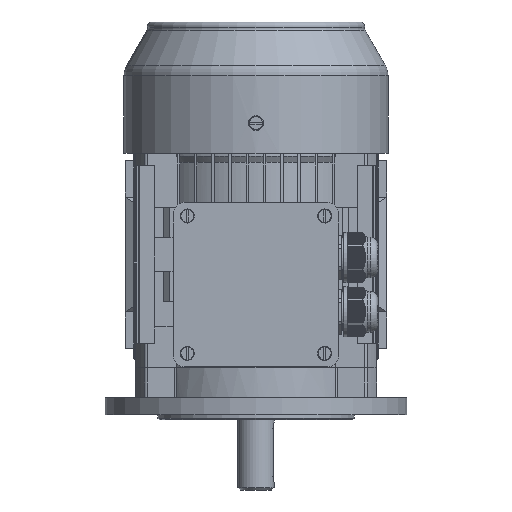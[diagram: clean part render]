
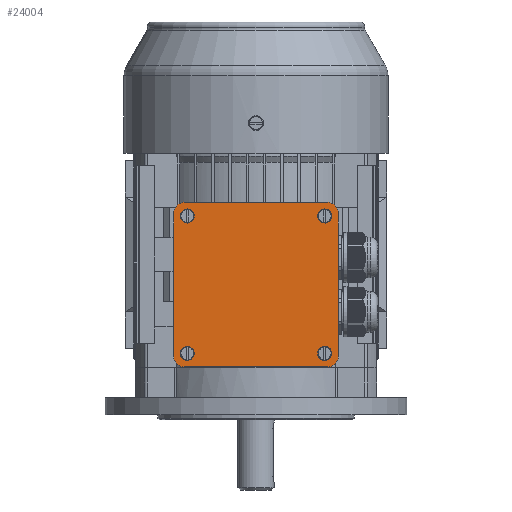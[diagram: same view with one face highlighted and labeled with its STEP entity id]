
A CAD part, front view. The second image highlights one B-rep face of the part: STEP entity #24004.
In plain terms, the highlighted planar face has unit normal (0, -1, 0).
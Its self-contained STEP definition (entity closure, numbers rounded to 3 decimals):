
#6261=PLANE('',#86481);
#11680=LINE('',#132148,#18567);
#11681=LINE('',#132152,#18568);
#11682=LINE('',#132156,#18569);
#11683=LINE('',#132160,#18570);
#18567=VECTOR('',#102860,1.);
#18568=VECTOR('',#102863,1.);
#18569=VECTOR('',#102866,1.);
#18570=VECTOR('',#102869,1.);
#24004=ADVANCED_FACE('',(#29840,#29841,#29842,#29843,#29844),#6261,.T.);
#29840=FACE_BOUND('',#33593,.T.);
#29841=FACE_BOUND('',#33594,.T.);
#29842=FACE_BOUND('',#33595,.T.);
#29843=FACE_BOUND('',#33596,.T.);
#29844=FACE_BOUND('',#33597,.T.);
#33593=EDGE_LOOP('',(#49696));
#33594=EDGE_LOOP('',(#49697));
#33595=EDGE_LOOP('',(#49698,#49699,#49700,#49701,#49702,#49703,#49704,#49705));
#33596=EDGE_LOOP('',(#49706));
#33597=EDGE_LOOP('',(#49707));
#49696=ORIENTED_EDGE('',*,*,#73997,.T.);
#49697=ORIENTED_EDGE('',*,*,#73998,.F.);
#49698=ORIENTED_EDGE('',*,*,#73999,.F.);
#49699=ORIENTED_EDGE('',*,*,#74000,.F.);
#49700=ORIENTED_EDGE('',*,*,#74001,.F.);
#49701=ORIENTED_EDGE('',*,*,#74002,.F.);
#49702=ORIENTED_EDGE('',*,*,#74003,.F.);
#49703=ORIENTED_EDGE('',*,*,#74004,.F.);
#49704=ORIENTED_EDGE('',*,*,#74005,.F.);
#49705=ORIENTED_EDGE('',*,*,#74006,.F.);
#49706=ORIENTED_EDGE('',*,*,#74007,.T.);
#49707=ORIENTED_EDGE('',*,*,#74008,.T.);
#63797=VERTEX_POINT('',#132142);
#63798=VERTEX_POINT('',#132144);
#63799=VERTEX_POINT('',#132146);
#63800=VERTEX_POINT('',#132147);
#63801=VERTEX_POINT('',#132149);
#63802=VERTEX_POINT('',#132151);
#63803=VERTEX_POINT('',#132153);
#63804=VERTEX_POINT('',#132155);
#63805=VERTEX_POINT('',#132157);
#63806=VERTEX_POINT('',#132159);
#63807=VERTEX_POINT('',#132162);
#63808=VERTEX_POINT('',#132164);
#73997=EDGE_CURVE('',#63797,#63797,#80868,.T.);
#73998=EDGE_CURVE('',#63798,#63798,#80869,.T.);
#73999=EDGE_CURVE('',#63799,#63800,#80870,.T.);
#74000=EDGE_CURVE('',#63801,#63799,#11680,.T.);
#74001=EDGE_CURVE('',#63802,#63801,#80871,.T.);
#74002=EDGE_CURVE('',#63803,#63802,#11681,.T.);
#74003=EDGE_CURVE('',#63804,#63803,#80872,.T.);
#74004=EDGE_CURVE('',#63805,#63804,#11682,.T.);
#74005=EDGE_CURVE('',#63806,#63805,#80873,.T.);
#74006=EDGE_CURVE('',#63800,#63806,#11683,.T.);
#74007=EDGE_CURVE('',#63807,#63807,#80874,.T.);
#74008=EDGE_CURVE('',#63808,#63808,#80875,.T.);
#80868=CIRCLE('',#86473,2.9);
#80869=CIRCLE('',#86474,2.9);
#80870=CIRCLE('',#86475,7.);
#80871=CIRCLE('',#86476,7.);
#80872=CIRCLE('',#86477,7.);
#80873=CIRCLE('',#86478,7.);
#80874=CIRCLE('',#86479,2.9);
#80875=CIRCLE('',#86480,2.9);
#86473=AXIS2_PLACEMENT_3D('',#132141,#102854,#102855);
#86474=AXIS2_PLACEMENT_3D('',#132143,#102856,#102857);
#86475=AXIS2_PLACEMENT_3D('',#132145,#102858,#102859);
#86476=AXIS2_PLACEMENT_3D('',#132150,#102861,#102862);
#86477=AXIS2_PLACEMENT_3D('',#132154,#102864,#102865);
#86478=AXIS2_PLACEMENT_3D('',#132158,#102867,#102868);
#86479=AXIS2_PLACEMENT_3D('',#132161,#102870,#102871);
#86480=AXIS2_PLACEMENT_3D('',#132163,#102872,#102873);
#86481=AXIS2_PLACEMENT_3D('',#132165,#102874,#102875);
#102854=DIRECTION('',(0.,1.,0.));
#102855=DIRECTION('',(-1.,0.,0.));
#102856=DIRECTION('',(0.,-1.,0.));
#102857=DIRECTION('',(-1.,0.,0.));
#102858=DIRECTION('',(0.,1.,0.));
#102859=DIRECTION('',(-1.,0.,0.));
#102860=DIRECTION('',(0.,0.,1.));
#102861=DIRECTION('',(0.,1.,0.));
#102862=DIRECTION('',(-1.,0.,0.));
#102863=DIRECTION('',(-1.,0.,0.));
#102864=DIRECTION('',(0.,1.,0.));
#102865=DIRECTION('',(-1.,0.,0.));
#102866=DIRECTION('',(0.,0.,-1.));
#102867=DIRECTION('',(0.,1.,0.));
#102868=DIRECTION('',(-1.,0.,0.));
#102869=DIRECTION('',(1.,0.,0.));
#102870=DIRECTION('',(0.,1.,0.));
#102871=DIRECTION('',(-1.,0.,0.));
#102872=DIRECTION('',(0.,1.,0.));
#102873=DIRECTION('',(-1.,0.,0.));
#102874=DIRECTION('',(0.,-1.,0.));
#102875=DIRECTION('',(-1.,0.,0.));
#132141=CARTESIAN_POINT('',(-45.5,-137.5,100.5));
#132142=CARTESIAN_POINT('',(-48.4,-137.5,100.5));
#132143=CARTESIAN_POINT('',(-45.5,-137.5,9.5));
#132144=CARTESIAN_POINT('',(-48.4,-137.5,9.5));
#132145=CARTESIAN_POINT('',(-47.5,-137.5,102.5));
#132146=CARTESIAN_POINT('',(-54.5,-137.5,102.5));
#132147=CARTESIAN_POINT('',(-47.5,-137.5,109.5));
#132148=CARTESIAN_POINT('',(-54.5,-137.5,55.));
#132149=CARTESIAN_POINT('',(-54.5,-137.5,7.5));
#132150=CARTESIAN_POINT('',(-47.5,-137.5,7.5));
#132151=CARTESIAN_POINT('',(-47.5,-137.5,0.5));
#132152=CARTESIAN_POINT('',(0.,-137.5,0.5));
#132153=CARTESIAN_POINT('',(47.5,-137.5,0.5));
#132154=CARTESIAN_POINT('',(47.5,-137.5,7.5));
#132155=CARTESIAN_POINT('',(54.5,-137.5,7.5));
#132156=CARTESIAN_POINT('',(54.5,-137.5,55.));
#132157=CARTESIAN_POINT('',(54.5,-137.5,102.5));
#132158=CARTESIAN_POINT('',(47.5,-137.5,102.5));
#132159=CARTESIAN_POINT('',(47.5,-137.5,109.5));
#132160=CARTESIAN_POINT('',(0.,-137.5,109.5));
#132161=CARTESIAN_POINT('',(45.5,-137.5,100.5));
#132162=CARTESIAN_POINT('',(42.6,-137.5,100.5));
#132163=CARTESIAN_POINT('',(45.5,-137.5,9.5));
#132164=CARTESIAN_POINT('',(42.6,-137.5,9.5));
#132165=CARTESIAN_POINT('',(0.,-137.5,55.));
